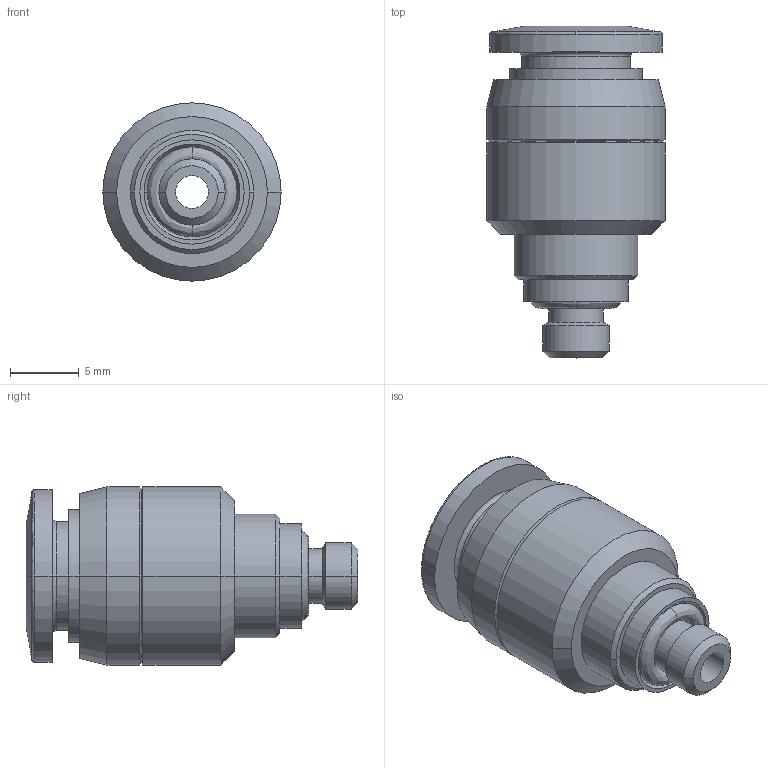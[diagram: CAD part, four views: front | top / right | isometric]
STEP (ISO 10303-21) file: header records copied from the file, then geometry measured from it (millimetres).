
FILE_DESCRIPTION (( 'STEP AP214' ), '1' );
FILE_NAME ('MSR14-10N.step', '2016-02-24T20:45:26', ( '' ), ( '' ), 'SwSTEP 2.0', 'SolidWorks 2015', '' );
FILE_SCHEMA (( 'AUTOMOTIVE_DESIGN' ));
Length unit declared in the file: inch
Products named in the file (1): MSR14-10N
Bounding box: 13 x 24.2 x 13 mm (x, y, z)
Volume: 1540.5 mm3; surface area: 1612.9 mm2
Topology: 2 solids, 2 shells, 66 faces, 140 edges, 84 vertices
Faces by surface type: cylinder 24, cone 20, bspline 10, plane 10, torus 2
Entity records: 2033 total; most frequent: CARTESIAN_POINT 515, DIRECTION 346, ORIENTED_EDGE 280, AXIS2_PLACEMENT_3D 151, EDGE_CURVE 140, CIRCLE 94, VERTEX_POINT 84, EDGE_LOOP 76
